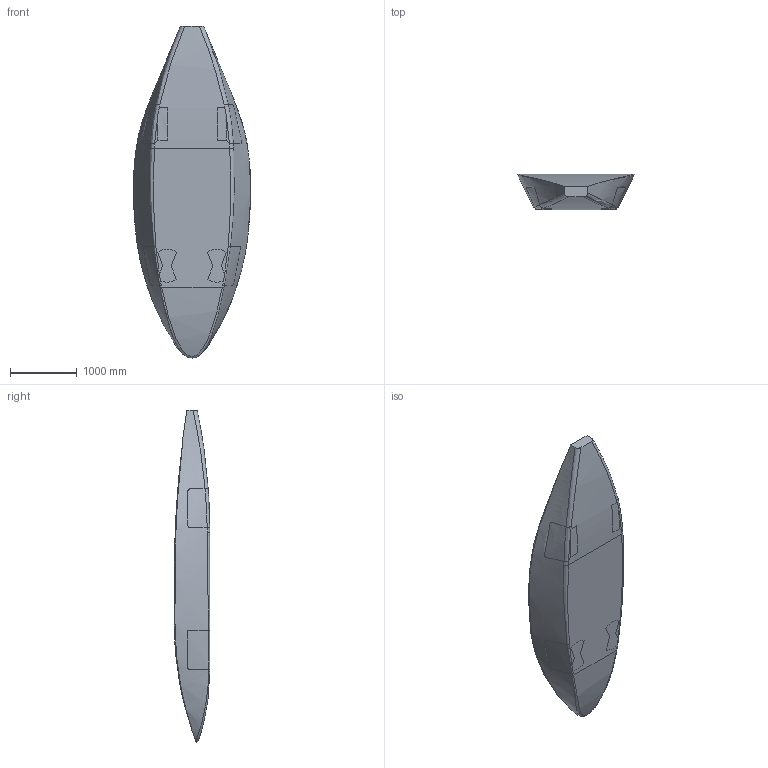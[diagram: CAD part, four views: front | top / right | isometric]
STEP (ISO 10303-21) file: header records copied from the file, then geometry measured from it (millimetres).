
FILE_DESCRIPTION (( 'STEP AP203' ), '1' );
FILE_NAME ('V4 Bottom Mold.STEP', '2023-01-25T02:16:51', ( '' ), ( '' ), 'SwSTEP 2.0', 'SolidWorks 2021', '' );
FILE_SCHEMA (( 'CONFIG_CONTROL_DESIGN' ));
Length unit declared in the file: inch
Products named in the file (1): V4 Bottom Mold
Bounding box: 1763.64 x 533.4 x 4989.83 mm (x, y, z)
Volume: 2603385696.5 mm3; surface area: 15852449.6 mm2
Topology: 1 solids, 1 shells, 38 faces, 125 edges, 89 vertices
Faces by surface type: bspline 25, cylinder 8, plane 5
Entity records: 12707 total; most frequent: CARTESIAN_POINT 11793, ORIENTED_EDGE 250, EDGE_CURVE 125, B_SPLINE_CURVE_WITH_KNOTS 90, VERTEX_POINT 89, DIRECTION 70, ADVANCED_FACE 38, FACE_OUTER_BOUND 38
